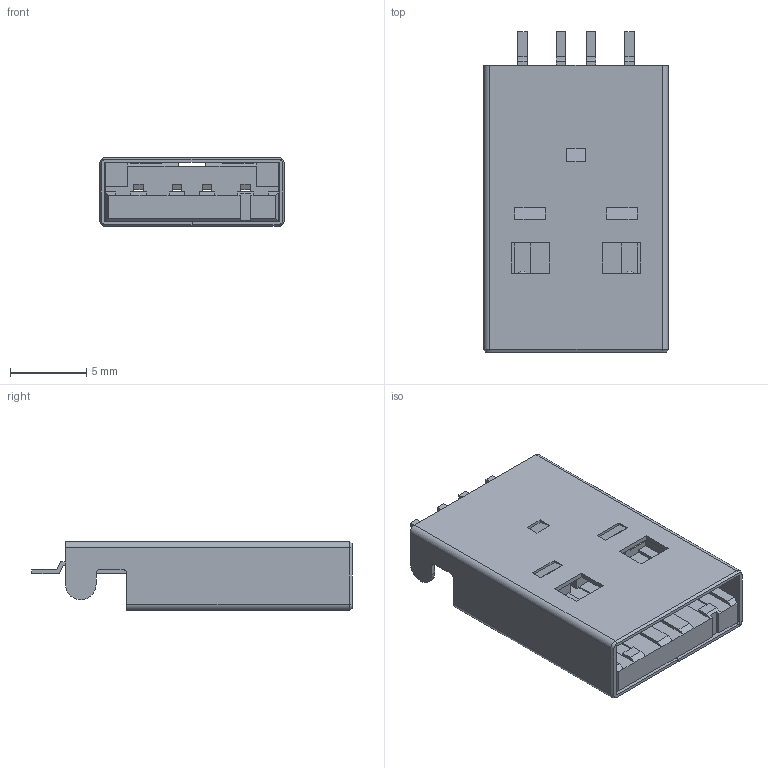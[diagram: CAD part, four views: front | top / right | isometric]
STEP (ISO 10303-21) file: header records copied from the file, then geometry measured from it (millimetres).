
FILE_DESCRIPTION(/* description */ (''),/* implementation_level */ '2;1');
FILE_NAME(/* name */ 'MOLEX_48037-2200.step',/* time_stamp */ '2022-01-21T14:09:21+08:00',/* author */ (''),/* organization */ (''),/* preprocessor_version */ 'ST-DEVELOPER v18.1',/* originating_system */ 'Autodesk Translation Framework v10.10.0.1391',/* authorisation */ '');
FILE_SCHEMA (('AUTOMOTIVE_DESIGN { 1 0 10303 214 3 1 1 }'));
Length unit declared in the file: millimetre
Products named in the file (1): MOLEX 48037-2200
Bounding box: 12.05 x 20.95 x 4.5 mm (x, y, z)
Volume: 647.7 mm3; surface area: 1784 mm2
Topology: 1 solids, 1 shells, 280 faces, 791 edges, 512 vertices
Faces by surface type: plane 212, cylinder 54, bspline 8, cone 6
Full cylindrical faces by diameter (mm): 1 x2
Entity records: 9312 total; most frequent: CARTESIAN_POINT 1696, ORIENTED_EDGE 1582, DIRECTION 1469, EDGE_CURVE 791, LINE 659, VECTOR 659, VERTEX_POINT 512, AXIS2_PLACEMENT_3D 405
